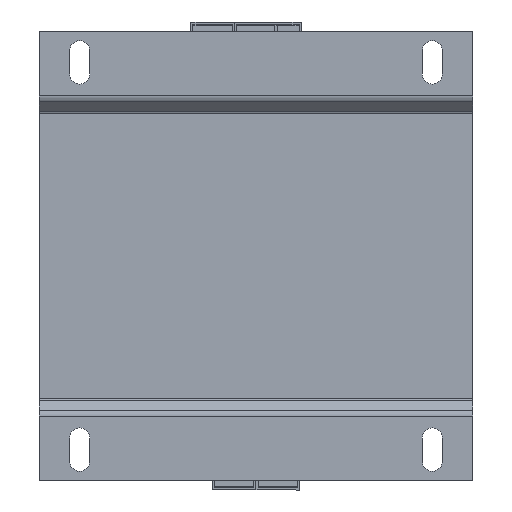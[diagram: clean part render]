
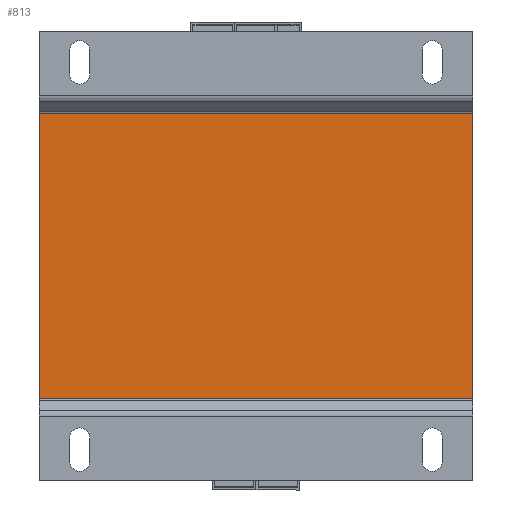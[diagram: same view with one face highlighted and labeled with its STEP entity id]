
A CAD part, front view. The second image highlights one B-rep face of the part: STEP entity #813.
In plain terms, the highlighted planar face has unit normal (0, -1, 0).
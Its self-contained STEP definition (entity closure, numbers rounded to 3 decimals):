
#194 = EDGE_CURVE ( 'NONE', #8107, #10959, #5968, .T. ) ;
#201 = LINE ( 'NONE', #4646, #10234 ) ;
#530 = LINE ( 'NONE', #8913, #10718 ) ;
#813 = ADVANCED_FACE ( 'NONE', ( #12504 ), #5061, .F. ) ;
#1012 = CARTESIAN_POINT ( 'NONE',  ( -75., -64.5, -77.7 ) ) ;
#1028 = DIRECTION ( 'NONE',  ( 0., 0., 1. ) ) ;
#1033 = DIRECTION ( 'NONE',  ( 0., 0., -1. ) ) ;
#1414 = ORIENTED_EDGE ( 'NONE', *, *, #7321, .F. ) ;
#2217 = CARTESIAN_POINT ( 'NONE',  ( 75., -64.5, -77.7 ) ) ;
#2665 = ORIENTED_EDGE ( 'NONE', *, *, #12857, .F. ) ;
#3431 = CARTESIAN_POINT ( 'NONE',  ( -75., -64.5, 49.313 ) ) ;
#3684 = CARTESIAN_POINT ( 'NONE',  ( 75., -64.5, 49.313 ) ) ;
#3957 = CARTESIAN_POINT ( 'NONE',  ( 0., -64.5, 0. ) ) ;
#4646 = CARTESIAN_POINT ( 'NONE',  ( 0., -64.5, -49.313 ) ) ;
#5061 = PLANE ( 'NONE',  #10651 ) ;
#5534 = DIRECTION ( 'NONE',  ( 0., 0., 1. ) ) ;
#5968 = LINE ( 'NONE', #1012, #12038 ) ;
#7081 = VECTOR ( 'NONE', #1033, 1000. ) ;
#7133 = EDGE_CURVE ( 'NONE', #13015, #10959, #530, .T. ) ;
#7321 = EDGE_CURVE ( 'NONE', #13015, #7546, #11550, .T. ) ;
#7546 = VERTEX_POINT ( 'NONE', #10886 ) ;
#8107 = VERTEX_POINT ( 'NONE', #11785 ) ;
#8913 = CARTESIAN_POINT ( 'NONE',  ( 0., -64.5, 49.313 ) ) ;
#9011 = DIRECTION ( 'NONE',  ( -1., 0., 0. ) ) ;
#10234 = VECTOR ( 'NONE', #12845, 1000. ) ;
#10304 = ORIENTED_EDGE ( 'NONE', *, *, #194, .F. ) ;
#10651 = AXIS2_PLACEMENT_3D ( 'NONE', #3957, #12381, #1028 ) ;
#10718 = VECTOR ( 'NONE', #9011, 1000. ) ;
#10886 = CARTESIAN_POINT ( 'NONE',  ( 75., -64.5, -49.313 ) ) ;
#10959 = VERTEX_POINT ( 'NONE', #3431 ) ;
#11550 = LINE ( 'NONE', #2217, #7081 ) ;
#11785 = CARTESIAN_POINT ( 'NONE',  ( -75., -64.5, -49.313 ) ) ;
#12038 = VECTOR ( 'NONE', #5534, 1000. ) ;
#12170 = EDGE_LOOP ( 'NONE', ( #1414, #12281, #10304, #2665 ) ) ;
#12281 = ORIENTED_EDGE ( 'NONE', *, *, #7133, .T. ) ;
#12381 = DIRECTION ( 'NONE',  ( 0., 1., 0. ) ) ;
#12504 = FACE_OUTER_BOUND ( 'NONE', #12170, .T. ) ;
#12845 = DIRECTION ( 'NONE',  ( -1., 0., 0. ) ) ;
#12857 = EDGE_CURVE ( 'NONE', #7546, #8107, #201, .T. ) ;
#13015 = VERTEX_POINT ( 'NONE', #3684 ) ;
